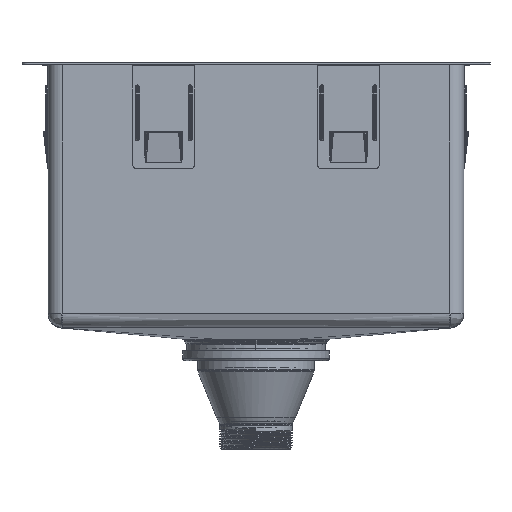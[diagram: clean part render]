
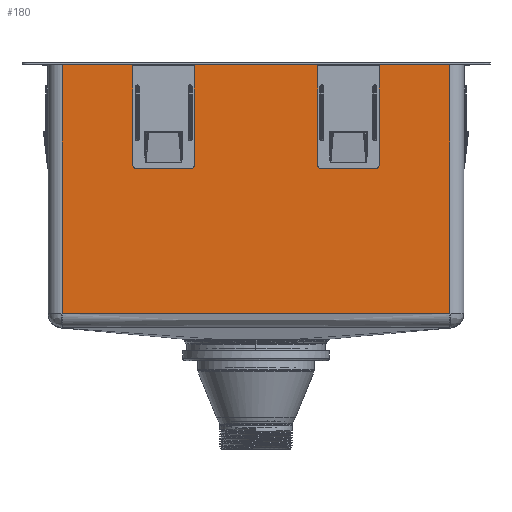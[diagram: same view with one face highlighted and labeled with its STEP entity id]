
A CAD part, front view. The second image highlights one B-rep face of the part: STEP entity #180.
In plain terms, the highlighted planar face has unit normal (0, -1, 0).
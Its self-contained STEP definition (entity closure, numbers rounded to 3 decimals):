
#180=ADVANCED_FACE('',(#995),#12733,.T.);
#995=FACE_OUTER_BOUND('',#1759,.T.);
#1759=EDGE_LOOP('',(#2758,#2759,#2760,#2761));
#2758=ORIENTED_EDGE('',*,*,#6787,.T.);
#2759=ORIENTED_EDGE('',*,*,#6789,.T.);
#2760=ORIENTED_EDGE('',*,*,#6714,.T.);
#2761=ORIENTED_EDGE('',*,*,#6788,.F.);
#6714=EDGE_CURVE('',#10853,#10852,#9499,.T.);
#6787=EDGE_CURVE('',#10891,#10892,#9542,.T.);
#6788=EDGE_CURVE('',#10891,#10852,#9543,.T.);
#6789=EDGE_CURVE('',#10892,#10853,#9544,.T.);
#9499=B_SPLINE_CURVE_WITH_KNOTS('',1,(#18668,#18669),.UNSPECIFIED.,.F.,
 .F.,(2,2),(0.,315.),.UNSPECIFIED.);
#9542=B_SPLINE_CURVE_WITH_KNOTS('',3,(#19198,#19199,#19200,#19201,#19202,
#19203),.UNSPECIFIED.,.F.,.F.,(4,1,1,4),(-315.,-210.,
-105.,0.),.UNSPECIFIED.);
#9543=B_SPLINE_CURVE_WITH_KNOTS('',1,(#19204,#19205),.UNSPECIFIED.,.F.,
 .F.,(2,2),(0.,202.067),.UNSPECIFIED.);
#9544=B_SPLINE_CURVE_WITH_KNOTS('',1,(#19206,#19207),.UNSPECIFIED.,.F.,
 .F.,(2,2),(-202.067,0.),.UNSPECIFIED.);
#10852=VERTEX_POINT('',#18450);
#10853=VERTEX_POINT('',#18451);
#10891=VERTEX_POINT('',#18489);
#10892=VERTEX_POINT('',#18490);
#12733=PLANE('',#13149);
#13149=AXIS2_PLACEMENT_3D('',#15941,#13628,$);
#13628=DIRECTION('',(0.,-1.,0.));
#15941=CARTESIAN_POINT('',(-19.281,-201.2,189.772));
#18450=CARTESIAN_POINT('',(1.7,-201.2,-157.5));
#18451=CARTESIAN_POINT('',(1.7,-201.2,157.5));
#18489=CARTESIAN_POINT('',(203.767,-201.2,-157.5));
#18490=CARTESIAN_POINT('',(203.767,-201.2,157.5));
#18668=CARTESIAN_POINT('',(1.7,-201.2,157.5));
#18669=CARTESIAN_POINT('',(1.7,-201.2,-157.5));
#19198=CARTESIAN_POINT('',(203.767,-201.2,-157.5));
#19199=CARTESIAN_POINT('',(203.774,-201.2,-121.906));
#19200=CARTESIAN_POINT('',(203.784,-201.2,-51.147));
#19201=CARTESIAN_POINT('',(203.784,-201.2,51.165));
#19202=CARTESIAN_POINT('',(203.774,-201.2,121.914));
#19203=CARTESIAN_POINT('',(203.767,-201.2,157.5));
#19204=CARTESIAN_POINT('',(203.767,-201.2,-157.5));
#19205=CARTESIAN_POINT('',(1.7,-201.2,-157.5));
#19206=CARTESIAN_POINT('',(203.767,-201.2,157.5));
#19207=CARTESIAN_POINT('',(1.7,-201.2,157.5));
